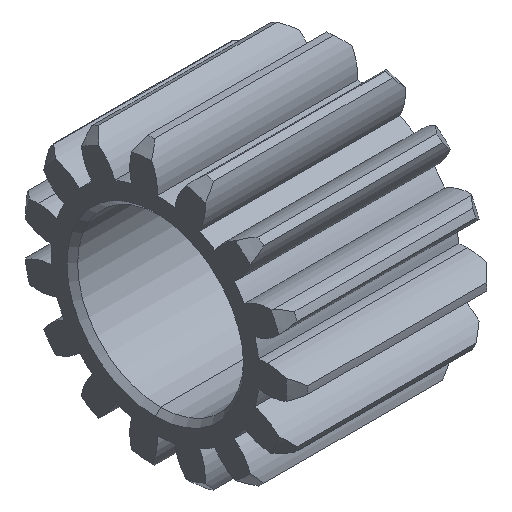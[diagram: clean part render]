
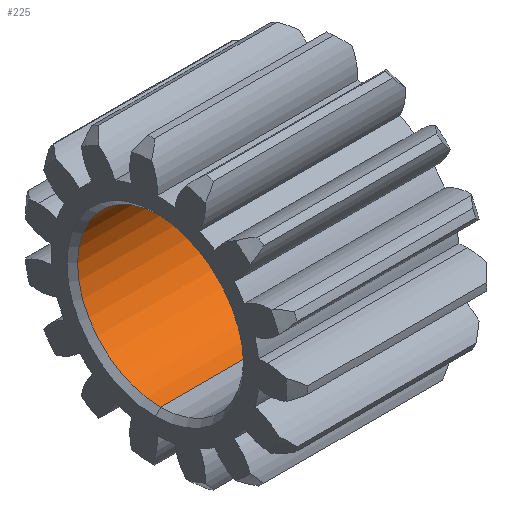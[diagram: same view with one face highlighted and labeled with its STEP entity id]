
A CAD part, isometric view. The second image highlights one B-rep face of the part: STEP entity #225.
In plain terms, the highlighted cylindrical face has radius 3.95 mm (diameter 7.899 mm), a partial arc.
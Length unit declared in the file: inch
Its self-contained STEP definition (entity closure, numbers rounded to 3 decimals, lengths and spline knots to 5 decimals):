
#30 = CARTESIAN_POINT ( 'NONE',  ( 0.365, 0., 0.1555 ) ) ;
#75 = EDGE_CURVE ( 'NONE', #3059, #2869, #2173, .T. ) ;
#91 = LINE ( 'NONE', #2523, #291 ) ;
#93 = CARTESIAN_POINT ( 'NONE',  ( 0., 0., 0.1555 ) ) ;
#154 = EDGE_CURVE ( 'NONE', #1239, #1158, #1555, .T. ) ;
#187 = ORIENTED_EDGE ( 'NONE', *, *, #1996, .F. ) ;
#225 = ADVANCED_FACE ( 'NONE', ( #1374 ), #1343, .F. ) ;
#291 = VECTOR ( 'NONE', #1406, 39.37008 ) ;
#510 = AXIS2_PLACEMENT_3D ( 'NONE', #1733, #2793, #3560 ) ;
#597 = VECTOR ( 'NONE', #666, 39.37008 ) ;
#633 = ORIENTED_EDGE ( 'NONE', *, *, #154, .T. ) ;
#635 = CARTESIAN_POINT ( 'NONE',  ( 0.365, 0., -0.1555 ) ) ;
#644 = LINE ( 'NONE', #93, #597 ) ;
#666 = DIRECTION ( 'NONE',  ( 1., 0., 0. ) ) ;
#675 = CARTESIAN_POINT ( 'NONE',  ( 0.01, 0., 0. ) ) ;
#943 = DIRECTION ( 'NONE',  ( 0., 0., -1. ) ) ;
#1158 = VERTEX_POINT ( 'NONE', #30 ) ;
#1239 = VERTEX_POINT ( 'NONE', #635 ) ;
#1308 = CARTESIAN_POINT ( 'NONE',  ( 0.365, 0., 0. ) ) ;
#1343 = CYLINDRICAL_SURFACE ( 'NONE', #510, 0.1555 ) ;
#1374 = FACE_OUTER_BOUND ( 'NONE', #1857, .T. ) ;
#1406 = DIRECTION ( 'NONE',  ( 1., 0., 0. ) ) ;
#1555 = CIRCLE ( 'NONE', #2871, 0.1555 ) ;
#1625 = DIRECTION ( 'NONE',  ( 0., 0., 1. ) ) ;
#1733 = CARTESIAN_POINT ( 'NONE',  ( 0., 0., 0. ) ) ;
#1857 = EDGE_LOOP ( 'NONE', ( #187, #3500, #2497, #633 ) ) ;
#1996 = EDGE_CURVE ( 'NONE', #3059, #1158, #644, .T. ) ;
#2173 = CIRCLE ( 'NONE', #2244, 0.1555 ) ;
#2175 = EDGE_CURVE ( 'NONE', #2869, #1239, #91, .T. ) ;
#2244 = AXIS2_PLACEMENT_3D ( 'NONE', #675, #2643, #943 ) ;
#2319 = CARTESIAN_POINT ( 'NONE',  ( 0.01, 0., 0.1555 ) ) ;
#2497 = ORIENTED_EDGE ( 'NONE', *, *, #2175, .T. ) ;
#2523 = CARTESIAN_POINT ( 'NONE',  ( 0., 0., -0.1555 ) ) ;
#2643 = DIRECTION ( 'NONE',  ( -1., 0., 0. ) ) ;
#2735 = CARTESIAN_POINT ( 'NONE',  ( 0.01, 0., -0.1555 ) ) ;
#2793 = DIRECTION ( 'NONE',  ( 1., 0., 0. ) ) ;
#2869 = VERTEX_POINT ( 'NONE', #2735 ) ;
#2871 = AXIS2_PLACEMENT_3D ( 'NONE', #1308, #3210, #1625 ) ;
#3059 = VERTEX_POINT ( 'NONE', #2319 ) ;
#3210 = DIRECTION ( 'NONE',  ( 1., 0., 0. ) ) ;
#3500 = ORIENTED_EDGE ( 'NONE', *, *, #75, .T. ) ;
#3560 = DIRECTION ( 'NONE',  ( 0., 0., -1. ) ) ;
